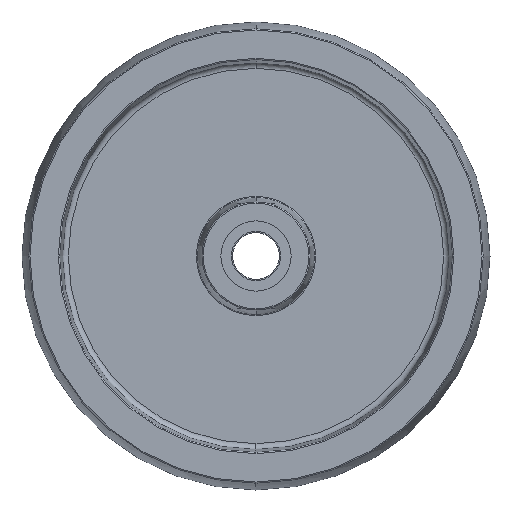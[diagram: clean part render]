
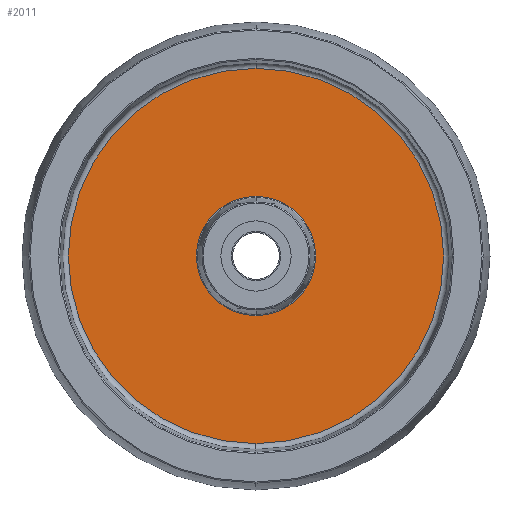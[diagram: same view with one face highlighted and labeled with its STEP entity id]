
A CAD part, left-side view. The second image highlights one B-rep face of the part: STEP entity #2011.
In plain terms, the highlighted planar face has unit normal (-1, 0, 0).
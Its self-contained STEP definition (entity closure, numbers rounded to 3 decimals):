
#16 = DIRECTION ( 'NONE',  ( 0., 0., 1. ) ) ;
#22 = CARTESIAN_POINT ( 'NONE',  ( -7., 0., 0. ) ) ;
#44 = DIRECTION ( 'NONE',  ( 0., 0., 1. ) ) ;
#207 = CARTESIAN_POINT ( 'NONE',  ( -7., 0., 0. ) ) ;
#229 = DIRECTION ( 'NONE',  ( -1., 0., 0. ) ) ;
#257 = DIRECTION ( 'NONE',  ( -1., 0., 0. ) ) ;
#534 = EDGE_CURVE ( 'NONE', #1900, #665, #562, .T. ) ;
#562 = CIRCLE ( 'NONE', #1193, 25.457 ) ;
#611 = DIRECTION ( 'NONE',  ( 0., 0., 1. ) ) ;
#665 = VERTEX_POINT ( 'NONE', #883 ) ;
#675 = CIRCLE ( 'NONE', #2418, 80.2 ) ;
#736 = EDGE_LOOP ( 'NONE', ( #1696, #2015 ) ) ;
#792 = CARTESIAN_POINT ( 'NONE',  ( -7., 0., 0. ) ) ;
#883 = CARTESIAN_POINT ( 'NONE',  ( -7., 0., 25.457 ) ) ;
#903 = DIRECTION ( 'NONE',  ( 0., 0., 1. ) ) ;
#974 = EDGE_CURVE ( 'NONE', #665, #1900, #1291, .T. ) ;
#1007 = CARTESIAN_POINT ( 'NONE',  ( -7., 0., -25.457 ) ) ;
#1158 = DIRECTION ( 'NONE',  ( 0., 0., 1. ) ) ;
#1184 = AXIS2_PLACEMENT_3D ( 'NONE', #1577, #229, #611 ) ;
#1193 = AXIS2_PLACEMENT_3D ( 'NONE', #22, #2128, #903 ) ;
#1291 = CIRCLE ( 'NONE', #1650, 25.457 ) ;
#1322 = CIRCLE ( 'NONE', #1448, 80.2 ) ;
#1448 = AXIS2_PLACEMENT_3D ( 'NONE', #207, #257, #16 ) ;
#1464 = EDGE_LOOP ( 'NONE', ( #1626, #1821 ) ) ;
#1473 = CARTESIAN_POINT ( 'NONE',  ( -7., 0., -80.2 ) ) ;
#1565 = FACE_BOUND ( 'NONE', #1464, .T. ) ;
#1577 = CARTESIAN_POINT ( 'NONE',  ( -7., 82.5, 0. ) ) ;
#1626 = ORIENTED_EDGE ( 'NONE', *, *, #974, .T. ) ;
#1650 = AXIS2_PLACEMENT_3D ( 'NONE', #2491, #2253, #1158 ) ;
#1696 = ORIENTED_EDGE ( 'NONE', *, *, #1795, .T. ) ;
#1795 = EDGE_CURVE ( 'NONE', #2121, #2186, #1322, .T. ) ;
#1821 = ORIENTED_EDGE ( 'NONE', *, *, #534, .T. ) ;
#1900 = VERTEX_POINT ( 'NONE', #1007 ) ;
#2011 = ADVANCED_FACE ( 'NONE', ( #1565, #2379 ), #2185, .T. ) ;
#2015 = ORIENTED_EDGE ( 'NONE', *, *, #2400, .T. ) ;
#2121 = VERTEX_POINT ( 'NONE', #2195 ) ;
#2128 = DIRECTION ( 'NONE',  ( 1., 0., 0. ) ) ;
#2185 = PLANE ( 'NONE',  #1184 ) ;
#2186 = VERTEX_POINT ( 'NONE', #1473 ) ;
#2195 = CARTESIAN_POINT ( 'NONE',  ( -7., 0., 80.2 ) ) ;
#2253 = DIRECTION ( 'NONE',  ( 1., 0., 0. ) ) ;
#2350 = DIRECTION ( 'NONE',  ( -1., 0., 0. ) ) ;
#2379 = FACE_OUTER_BOUND ( 'NONE', #736, .T. ) ;
#2400 = EDGE_CURVE ( 'NONE', #2186, #2121, #675, .T. ) ;
#2418 = AXIS2_PLACEMENT_3D ( 'NONE', #792, #2350, #44 ) ;
#2491 = CARTESIAN_POINT ( 'NONE',  ( -7., 0., 0. ) ) ;
